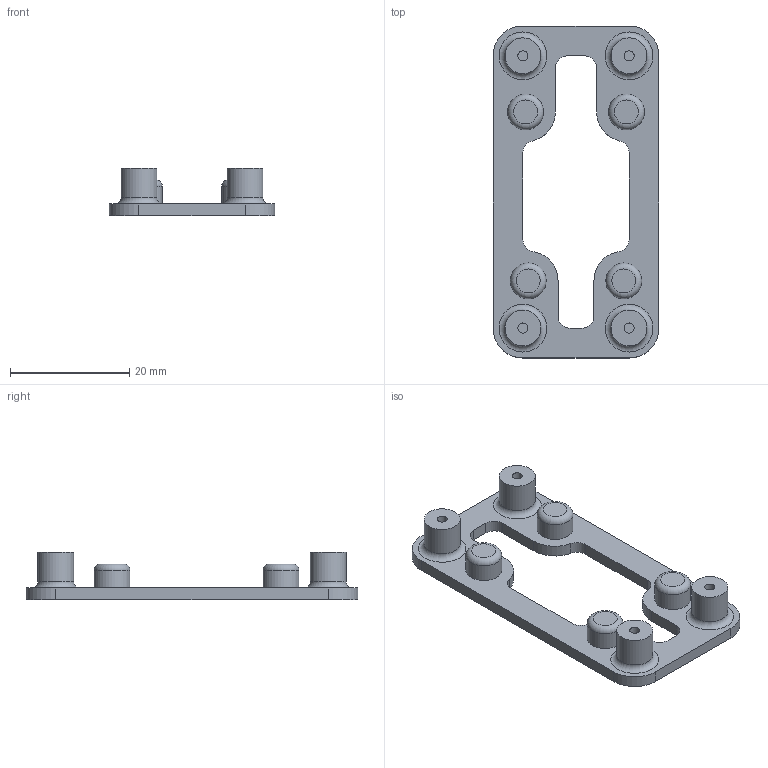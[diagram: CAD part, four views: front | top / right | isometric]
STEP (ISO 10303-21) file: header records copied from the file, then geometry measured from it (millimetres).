
FILE_DESCRIPTION(/* description */ (''),/* implementation_level */ '2;1');
FILE_NAME(/* name */ 'MotorDriverMount.step',/* time_stamp */ '2019-08-24T12:15:15+02:00',/* author */ (''),/* organization */ (''),/* preprocessor_version */ 'ST-DEVELOPER v18',/* originating_system */ 'Autodesk Translation Framework v8.6.0.1094',/* authorisation */ '');
FILE_SCHEMA (('AUTOMOTIVE_DESIGN { 1 0 10303 214 3 1 1 }'));
Length unit declared in the file: millimetre
Products named in the file (1): MotorDriverMount
Bounding box: 27.78 x 55.61 x 8 mm (x, y, z)
Volume: 3054.1 mm3; surface area: 3454.4 mm2
Topology: 1 solids, 1 shells, 70 faces, 156 edges, 104 vertices
Faces by surface type: cylinder 32, plane 30, torus 8
Full cylindrical faces by diameter (mm): 1.7 x8, 6 x8
Entity records: 2032 total; most frequent: DIRECTION 386, CARTESIAN_POINT 331, ORIENTED_EDGE 312, AXIS2_PLACEMENT_3D 159, EDGE_CURVE 156, VERTEX_POINT 104, EDGE_LOOP 88, CIRCLE 88
